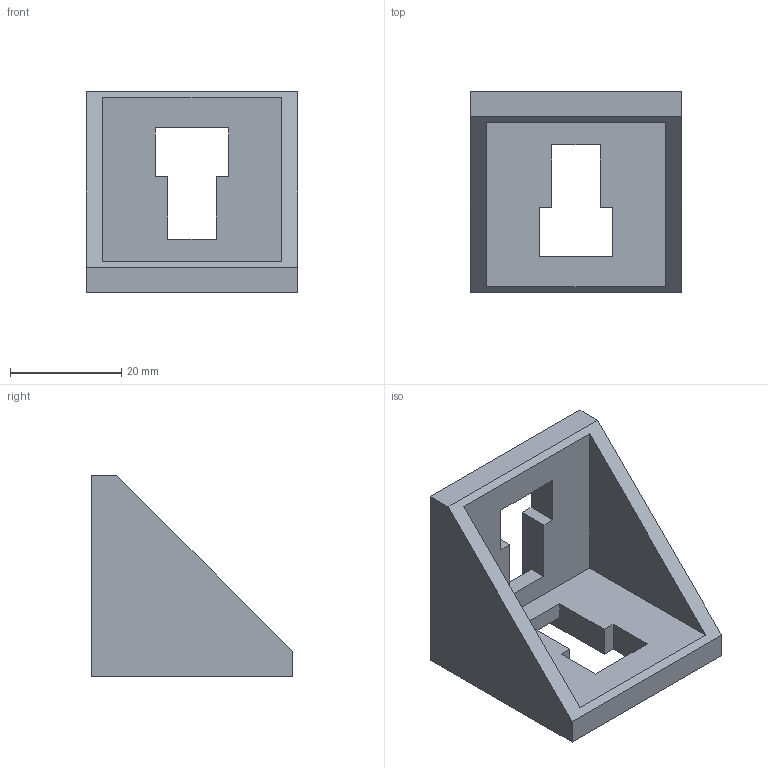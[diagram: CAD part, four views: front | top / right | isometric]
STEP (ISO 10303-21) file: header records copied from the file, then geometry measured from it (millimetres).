
FILE_DESCRIPTION(('STEP AP214'),'1');
FILE_NAME('cctmp_1CD3B4E6-7C42-4D0F-A816-BCB93C226116_2020_2_11_17_14_46_565..stp','2020-02-11T16:14:46',('Bosch Rexroth AG'),('CADClick - www.CADClick.com'),'Spatial InterOp 3D',' ','unknown authorization - (Healing Option Enabled)');
FILE_SCHEMA(('AUTOMOTIVE_DESIGN'));
Length unit declared in the file: millimetre
Products named in the file (1): 2020_02_11__17-14-46-564
Bounding box: 38 x 36 x 36 mm (x, y, z)
Volume: 14074.4 mm3; surface area: 7658.6 mm2
Topology: 1 solids, 1 shells, 29 faces, 78 edges, 52 vertices
Faces by surface type: plane 29
Entity records: 1156 total; most frequent: CARTESIAN_POINT 160, ORIENTED_EDGE 156, DIRECTION 138, EDGE_CURVE 78, LINE 78, VECTOR 78, VERTEX_POINT 52, EDGE_LOOP 34
